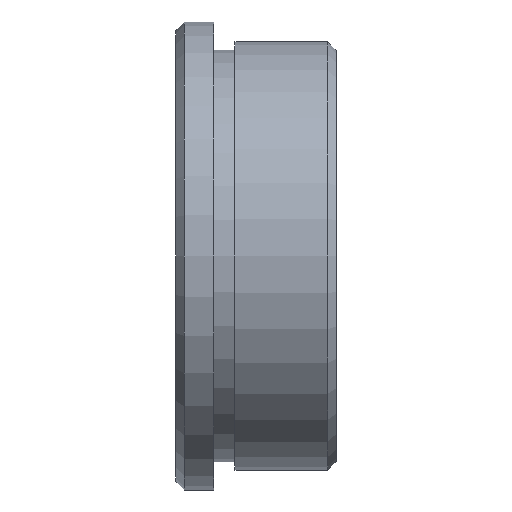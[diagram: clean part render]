
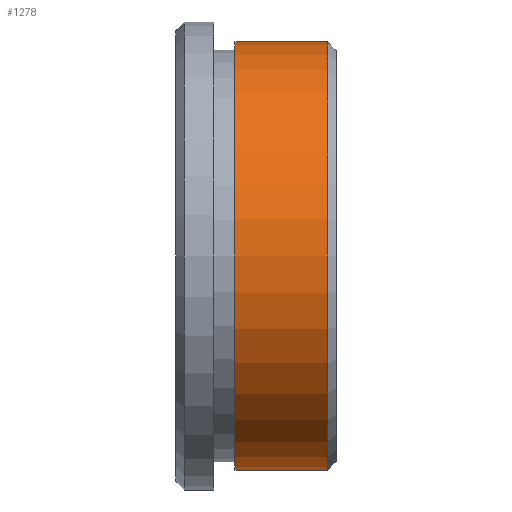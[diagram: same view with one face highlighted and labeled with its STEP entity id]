
A CAD part, left-side view. The second image highlights one B-rep face of the part: STEP entity #1278.
In plain terms, the highlighted cylindrical face has radius 6.35 mm (diameter 12.7 mm), a partial arc.
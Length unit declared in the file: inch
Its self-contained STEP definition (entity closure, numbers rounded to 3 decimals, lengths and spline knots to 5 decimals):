
#41 = CIRCLE ( 'NONE', #1147, 0.25 ) ;
#171 = EDGE_CURVE ( 'NONE', #1068, #384, #541, .T. ) ;
#204 = DIRECTION ( 'NONE',  ( 0., 1., 0. ) ) ;
#384 = VERTEX_POINT ( 'NONE', #1789 ) ;
#444 = DIRECTION ( 'NONE',  ( 0., 0., -1. ) ) ;
#451 = CARTESIAN_POINT ( 'NONE',  ( 0., 0.01, 0. ) ) ;
#499 = EDGE_CURVE ( 'NONE', #1089, #873, #41, .T. ) ;
#541 = CIRCLE ( 'NONE', #1096, 0.25 ) ;
#576 = AXIS2_PLACEMENT_3D ( 'NONE', #1050, #1994, #444 ) ;
#595 = DIRECTION ( 'NONE',  ( 0., 0., 1. ) ) ;
#779 = FACE_OUTER_BOUND ( 'NONE', #1768, .T. ) ;
#873 = VERTEX_POINT ( 'NONE', #909 ) ;
#909 = CARTESIAN_POINT ( 'NONE',  ( 0., 0.118, 0.25 ) ) ;
#1050 = CARTESIAN_POINT ( 'NONE',  ( 0., 0.143, 0. ) ) ;
#1068 = VERTEX_POINT ( 'NONE', #1253 ) ;
#1089 = VERTEX_POINT ( 'NONE', #1732 ) ;
#1096 = AXIS2_PLACEMENT_3D ( 'NONE', #451, #1967, #595 ) ;
#1147 = AXIS2_PLACEMENT_3D ( 'NONE', #1729, #204, #1884 ) ;
#1191 = CYLINDRICAL_SURFACE ( 'NONE', #576, 0.25 ) ;
#1216 = LINE ( 'NONE', #1856, #1511 ) ;
#1253 = CARTESIAN_POINT ( 'NONE',  ( 0., 0.01, -0.25 ) ) ;
#1278 = ADVANCED_FACE ( 'NONE', ( #779 ), #1191, .T. ) ;
#1475 = ORIENTED_EDGE ( 'NONE', *, *, #1666, .F. ) ;
#1487 = ORIENTED_EDGE ( 'NONE', *, *, #499, .F. ) ;
#1489 = VECTOR ( 'NONE', #1748, 39.37008 ) ;
#1511 = VECTOR ( 'NONE', #1867, 39.37008 ) ;
#1516 = ORIENTED_EDGE ( 'NONE', *, *, #1782, .T. ) ;
#1534 = ORIENTED_EDGE ( 'NONE', *, *, #171, .T. ) ;
#1568 = LINE ( 'NONE', #1896, #1489 ) ;
#1666 = EDGE_CURVE ( 'NONE', #873, #384, #1216, .T. ) ;
#1729 = CARTESIAN_POINT ( 'NONE',  ( 0., 0.118, 0. ) ) ;
#1732 = CARTESIAN_POINT ( 'NONE',  ( 0., 0.118, -0.25 ) ) ;
#1748 = DIRECTION ( 'NONE',  ( 0., -1., 0. ) ) ;
#1768 = EDGE_LOOP ( 'NONE', ( #1475, #1487, #1516, #1534 ) ) ;
#1782 = EDGE_CURVE ( 'NONE', #1089, #1068, #1568, .T. ) ;
#1789 = CARTESIAN_POINT ( 'NONE',  ( 0., 0.01, 0.25 ) ) ;
#1856 = CARTESIAN_POINT ( 'NONE',  ( 0., 0.143, 0.25 ) ) ;
#1867 = DIRECTION ( 'NONE',  ( 0., -1., 0. ) ) ;
#1884 = DIRECTION ( 'NONE',  ( 0., 0., 1. ) ) ;
#1896 = CARTESIAN_POINT ( 'NONE',  ( 0., 0.143, -0.25 ) ) ;
#1967 = DIRECTION ( 'NONE',  ( 0., 1., 0. ) ) ;
#1994 = DIRECTION ( 'NONE',  ( 0., -1., 0. ) ) ;
